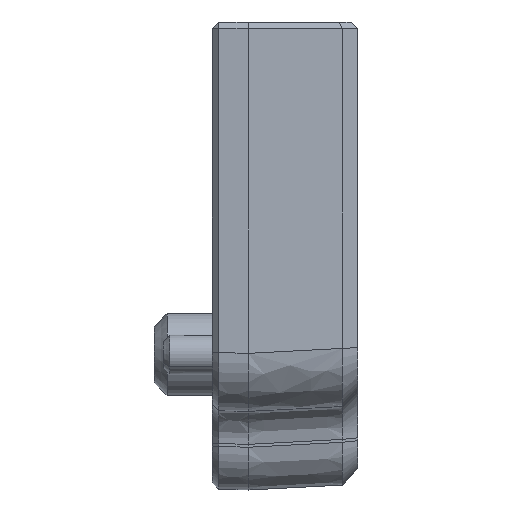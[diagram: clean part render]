
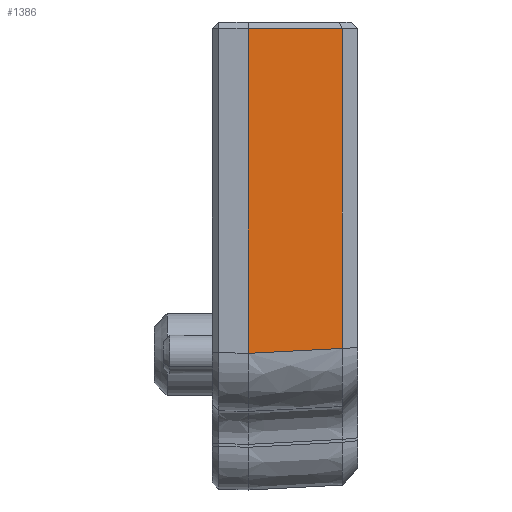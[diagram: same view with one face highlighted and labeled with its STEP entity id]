
A CAD part, left-side view. The second image highlights one B-rep face of the part: STEP entity #1386.
In plain terms, the highlighted planar face has unit normal (-0.999, -0.052, 0).
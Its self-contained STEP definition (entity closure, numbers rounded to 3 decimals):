
#26 = ORIENTED_EDGE ( 'NONE', *, *, #6616, .T. ) ;
#269 = LINE ( 'NONE', #8554, #2904 ) ;
#561 = DIRECTION ( 'NONE',  ( 0., 0., -1. ) ) ;
#1054 = LINE ( 'NONE', #7552, #3716 ) ;
#1380 = EDGE_LOOP ( 'NONE', ( #8257, #8791, #26, #12387 ) ) ;
#1386 = ADVANCED_FACE ( 'NONE', ( #14660 ), #2465, .T. ) ;
#2123 = CARTESIAN_POINT ( 'NONE',  ( -39.887, -44.8, 18.3 ) ) ;
#2465 = PLANE ( 'NONE',  #8382 ) ;
#2469 = DIRECTION ( 'NONE',  ( 0., 0., -1. ) ) ;
#2690 = LINE ( 'NONE', #3691, #14037 ) ;
#2822 = VERTEX_POINT ( 'NONE', #2916 ) ;
#2904 = VECTOR ( 'NONE', #561, 1000. ) ;
#2916 = CARTESIAN_POINT ( 'NONE',  ( -40.27, -37.5, -6.9 ) ) ;
#3691 = CARTESIAN_POINT ( 'NONE',  ( -39.887, -44.8, 6.141 ) ) ;
#3716 = VECTOR ( 'NONE', #14384, 1000. ) ;
#4590 = VECTOR ( 'NONE', #6087, 1000. ) ;
#5407 = DIRECTION ( 'NONE',  ( 0., 0., 1. ) ) ;
#6087 = DIRECTION ( 'NONE',  ( -0.052, 0.997, -0.052 ) ) ;
#6616 = EDGE_CURVE ( 'NONE', #10921, #2822, #269, .T. ) ;
#7552 = CARTESIAN_POINT ( 'NONE',  ( -40.047, -41.75, 18.3 ) ) ;
#7586 = LINE ( 'NONE', #10556, #4590 ) ;
#8257 = ORIENTED_EDGE ( 'NONE', *, *, #9156, .F. ) ;
#8382 = AXIS2_PLACEMENT_3D ( 'NONE', #14292, #12199, #5407 ) ;
#8554 = CARTESIAN_POINT ( 'NONE',  ( -40.27, -37.5, 3.45 ) ) ;
#8791 = ORIENTED_EDGE ( 'NONE', *, *, #11466, .T. ) ;
#8905 = VERTEX_POINT ( 'NONE', #2123 ) ;
#9156 = EDGE_CURVE ( 'NONE', #8905, #11500, #2690, .T. ) ;
#9853 = CARTESIAN_POINT ( 'NONE',  ( -39.887, -44.8, -6.517 ) ) ;
#10358 = CARTESIAN_POINT ( 'NONE',  ( -40.27, -37.5, 18.3 ) ) ;
#10556 = CARTESIAN_POINT ( 'NONE',  ( -40.27, -37.5, -6.9 ) ) ;
#10921 = VERTEX_POINT ( 'NONE', #10358 ) ;
#11466 = EDGE_CURVE ( 'NONE', #8905, #10921, #1054, .T. ) ;
#11500 = VERTEX_POINT ( 'NONE', #9853 ) ;
#12199 = DIRECTION ( 'NONE',  ( -0.999, -0.052, 0. ) ) ;
#12387 = ORIENTED_EDGE ( 'NONE', *, *, #13744, .F. ) ;
#13744 = EDGE_CURVE ( 'NONE', #11500, #2822, #7586, .T. ) ;
#14037 = VECTOR ( 'NONE', #2469, 1000. ) ;
#14292 = CARTESIAN_POINT ( 'NONE',  ( -39.78, -46.851, -14.471 ) ) ;
#14384 = DIRECTION ( 'NONE',  ( -0.052, 0.999, 0. ) ) ;
#14660 = FACE_OUTER_BOUND ( 'NONE', #1380, .T. ) ;
